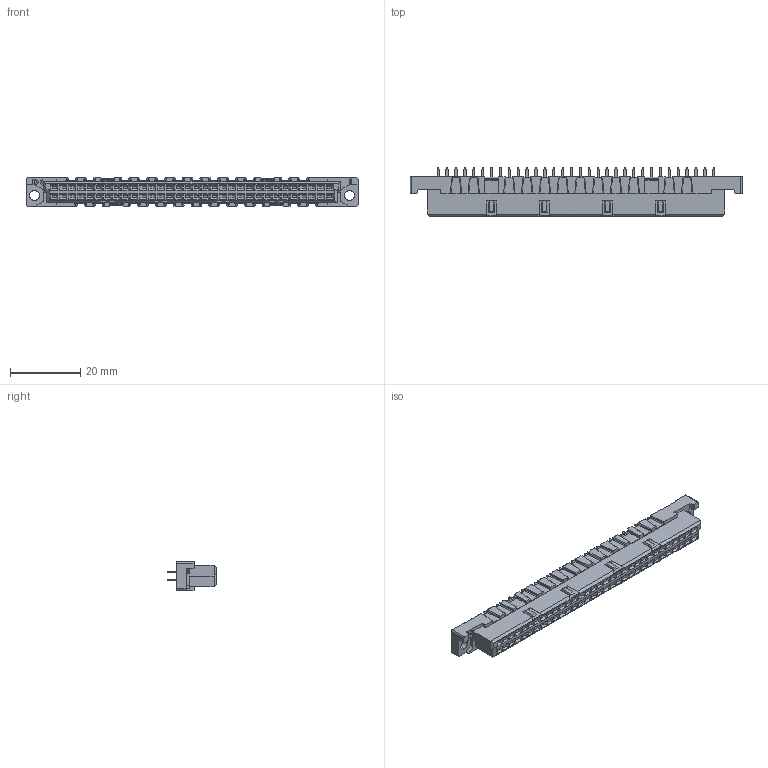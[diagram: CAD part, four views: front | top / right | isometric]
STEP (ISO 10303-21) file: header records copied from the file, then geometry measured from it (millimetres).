
FILE_DESCRIPTION (( 'STEP AP203' ), '1' );
FILE_NAME ('284650.STEP', '2015-08-18T05:28:15', ( 'ERNI Electronics GmbH' ), ( 'ERNI Electronics GmbH' ), 'SwSTEP 2.0', 'SolidWorks 2015', '' );
FILE_SCHEMA (( 'CONFIG_CONTROL_DESIGN' ));
Length unit declared in the file: millimetre
Products named in the file (1): 284650
Bounding box: 94.85 x 13.94 x 8 mm (x, y, z)
Volume: 6104.9 mm3; surface area: 4433.2 mm2
Topology: 1 solids, 1 shells, 1444 faces, 3928 edges, 2616 vertices
Faces by surface type: plane 1024, cylinder 420
Entity records: 45681 total; most frequent: CARTESIAN_POINT 10437, ORIENTED_EDGE 7856, DIRECTION 6538, EDGE_CURVE 3928, VERTEX_POINT 2616, LINE 2576, VECTOR 2576, AXIS2_PLACEMENT_3D 1981
